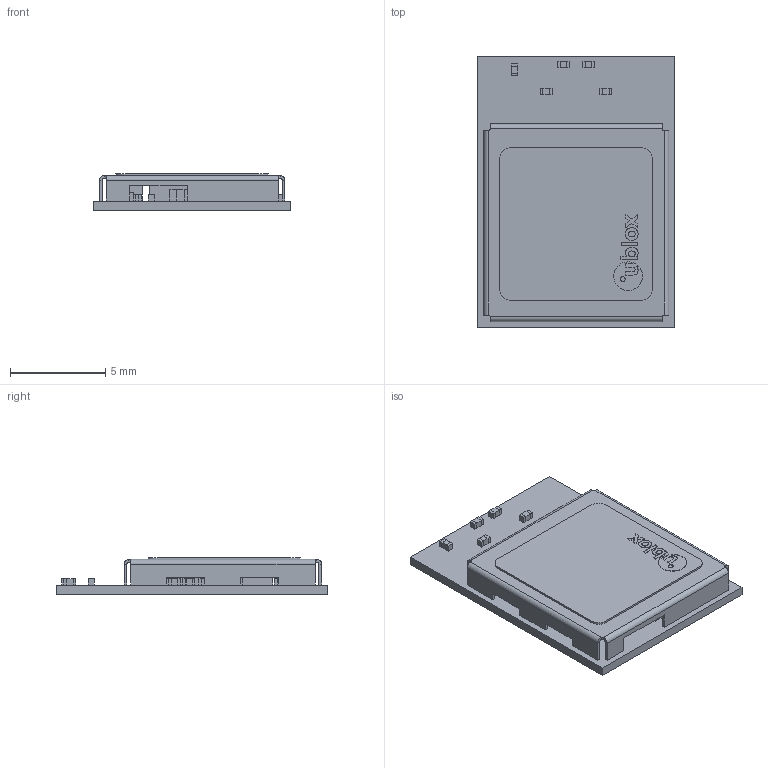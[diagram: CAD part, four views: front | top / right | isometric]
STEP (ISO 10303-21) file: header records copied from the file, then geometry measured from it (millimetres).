
FILE_DESCRIPTION(('Open CASCADE Model'),'2;1');
FILE_NAME('Open CASCADE Shape Model','2025-01-21T13:37:56',('Author'),( 'Open CASCADE'),'Open CASCADE STEP processor 7.5','Open CASCADE 7.5' ,'Unknown');
FILE_SCHEMA(('AUTOMOTIVE_DESIGN { 1 0 10303 214 1 1 1 1 }'));
Length unit declared in the file: millimetre
Products named in the file (71): PCB; Board; Open CASCADE STEP translator 7.5 71.1.1; Z6; 7152029568; Extruded; 7152029808; C12; 7152029168; C6; Z2; 8813049712; R1; 8858147328; Z1; U1; 8858147168; Z5; Z4; X1; 8943722704; Z3; L1; 8813047952; 8813048112; F1; E1; MAYA_W1_Shield_UBXH04-0000683; label_with_logo_8x8; label_8x8; logo_full_4mm; logo_x_4mm; logo_o_4mm; logo_l_4mm; logo_b_4mm; logo_u_4mm; C10; C3; 8813046912; 8813047072 ...
Assembly tree (214 placements, depth 5):
  PCB
    Board
      Open CASCADE STEP translator 7.5 71.1.1
    Z6
      7152029568
        Extruded
      7152029808  x2
        Extruded
    C12
      7152029568
        Extruded
      7152029168  x2
        Extruded
    C6
      7152029168  x2
        Extruded
      7152029568
        Extruded
    Z2
      8813049712
        Extruded
      7152029168  x2
        Extruded
    R1
      7152029168  x2
        Extruded
      8858147328
        Extruded
    Z1
      7152029808  x2
        Extruded
      8813049712
        Extruded
    U1
      8858147168
        Extruded
    Z5
      7152029808  x2
        Extruded
      7152029568
        Extruded
    Z4
      7152029568
        Extruded
      7152029808  x2
        Extruded
    X1
      8943722704
        Extruded
    Z3
      7152029168  x2
        Extruded
      8813049712
        Extruded
    L1
      8813047952  x2
        Extruded
      8813048112
        Extruded
    F1
Bounding box: 10.4 x 14.3 x 1.97 mm (x, y, z)
Volume: 140.4 mm3; surface area: 962.2 mm2
Topology: 167 solids, 167 shells, 2784 faces, 7318 edges, 4868 vertices
Faces by surface type: plane 2711, bspline 55, cylinder 18
Entity records: 11546 total; most frequent: CARTESIAN_POINT 2436, DIRECTION 1576, ORIENTED_EDGE 1460, EDGE_CURVE 730, LINE 584, VECTOR 584, AXIS2_PLACEMENT_3D 496, VERTEX_POINT 476
